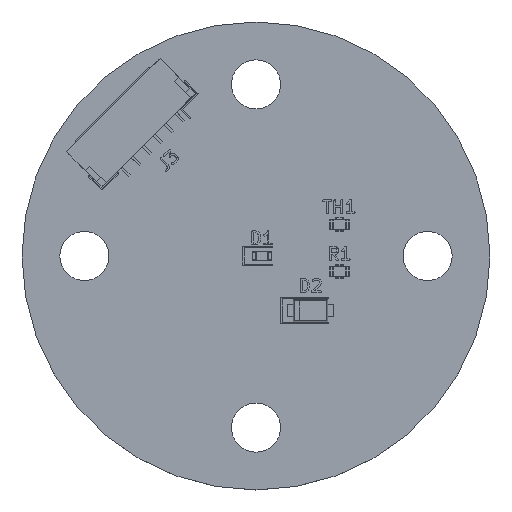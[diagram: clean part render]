
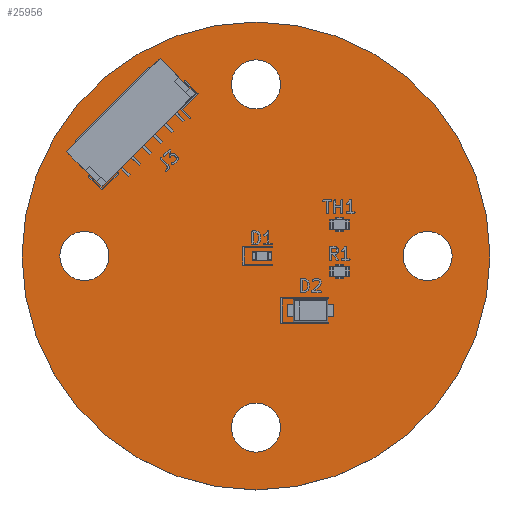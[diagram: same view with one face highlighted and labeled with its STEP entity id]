
A CAD part, top view. The second image highlights one B-rep face of the part: STEP entity #25956.
In plain terms, the highlighted planar face has unit normal (0, 0, 1).
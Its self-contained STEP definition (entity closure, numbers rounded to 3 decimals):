
#25877 = VERTEX_POINT('',#25878);
#25878 = CARTESIAN_POINT('',(120.65,-101.6,1.51));
#25884 = EDGE_CURVE('',#25877,#25877,#25885,.T.);
#25885 = CIRCLE('',#25886,19.05);
#25886 = AXIS2_PLACEMENT_3D('',#25887,#25888,#25889);
#25887 = CARTESIAN_POINT('',(101.6,-101.6,1.51));
#25888 = DIRECTION('',(0.,0.,1.));
#25889 = DIRECTION('',(1.,0.,-0.));
#25956 = ADVANCED_FACE('',(#25957,#25960,#25971,#25982,#25993),#26004,
  .T.);
#25957 = FACE_BOUND('',#25958,.T.);
#25958 = EDGE_LOOP('',(#25959));
#25959 = ORIENTED_EDGE('',*,*,#25884,.T.);
#25960 = FACE_BOUND('',#25961,.T.);
#25961 = EDGE_LOOP('',(#25962));
#25962 = ORIENTED_EDGE('',*,*,#25963,.T.);
#25963 = EDGE_CURVE('',#25964,#25964,#25966,.T.);
#25964 = VERTEX_POINT('',#25965);
#25965 = CARTESIAN_POINT('',(101.6,-117.57,1.51));
#25966 = CIRCLE('',#25967,2.);
#25967 = AXIS2_PLACEMENT_3D('',#25968,#25969,#25970);
#25968 = CARTESIAN_POINT('',(101.6,-115.57,1.51));
#25969 = DIRECTION('',(-0.,0.,-1.));
#25970 = DIRECTION('',(-0.,-1.,0.));
#25971 = FACE_BOUND('',#25972,.T.);
#25972 = EDGE_LOOP('',(#25973));
#25973 = ORIENTED_EDGE('',*,*,#25974,.T.);
#25974 = EDGE_CURVE('',#25975,#25975,#25977,.T.);
#25975 = VERTEX_POINT('',#25976);
#25976 = CARTESIAN_POINT('',(87.63,-103.6,1.51));
#25977 = CIRCLE('',#25978,2.);
#25978 = AXIS2_PLACEMENT_3D('',#25979,#25980,#25981);
#25979 = CARTESIAN_POINT('',(87.63,-101.6,1.51));
#25980 = DIRECTION('',(-0.,0.,-1.));
#25981 = DIRECTION('',(-0.,-1.,0.));
#25982 = FACE_BOUND('',#25983,.T.);
#25983 = EDGE_LOOP('',(#25984));
#25984 = ORIENTED_EDGE('',*,*,#25985,.T.);
#25985 = EDGE_CURVE('',#25986,#25986,#25988,.T.);
#25986 = VERTEX_POINT('',#25987);
#25987 = CARTESIAN_POINT('',(115.57,-103.6,1.51));
#25988 = CIRCLE('',#25989,2.);
#25989 = AXIS2_PLACEMENT_3D('',#25990,#25991,#25992);
#25990 = CARTESIAN_POINT('',(115.57,-101.6,1.51));
#25991 = DIRECTION('',(-0.,0.,-1.));
#25992 = DIRECTION('',(-0.,-1.,0.));
#25993 = FACE_BOUND('',#25994,.T.);
#25994 = EDGE_LOOP('',(#25995));
#25995 = ORIENTED_EDGE('',*,*,#25996,.T.);
#25996 = EDGE_CURVE('',#25997,#25997,#25999,.T.);
#25997 = VERTEX_POINT('',#25998);
#25998 = CARTESIAN_POINT('',(101.6,-89.63,1.51));
#25999 = CIRCLE('',#26000,2.);
#26000 = AXIS2_PLACEMENT_3D('',#26001,#26002,#26003);
#26001 = CARTESIAN_POINT('',(101.6,-87.63,1.51));
#26002 = DIRECTION('',(-0.,0.,-1.));
#26003 = DIRECTION('',(-0.,-1.,0.));
#26004 = PLANE('',#26005);
#26005 = AXIS2_PLACEMENT_3D('',#26006,#26007,#26008);
#26006 = CARTESIAN_POINT('',(0.,0.,1.51));
#26007 = DIRECTION('',(0.,0.,1.));
#26008 = DIRECTION('',(1.,0.,-0.));
